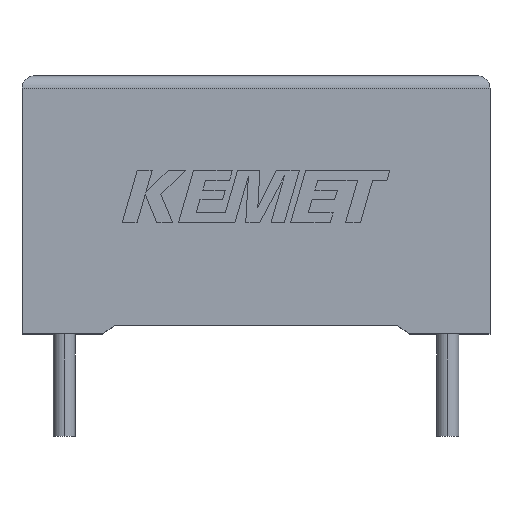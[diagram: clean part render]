
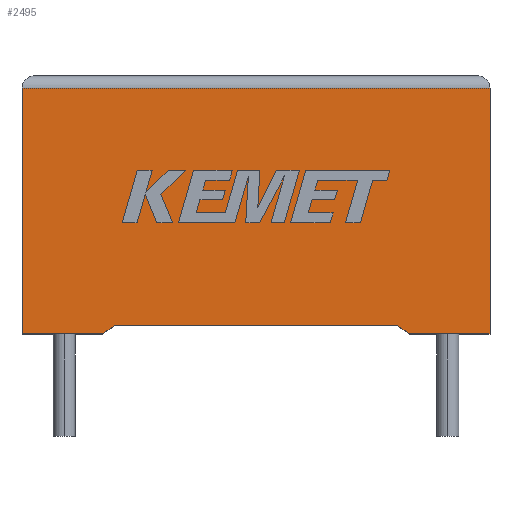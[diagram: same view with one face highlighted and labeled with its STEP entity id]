
A CAD part, top view. The second image highlights one B-rep face of the part: STEP entity #2495.
In plain terms, the highlighted planar face has unit normal (0, 0, 1).
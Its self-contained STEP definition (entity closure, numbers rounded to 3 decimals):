
#71 = DIRECTION ( 'NONE',  ( -1., 0., 0. ) ) ;
#173 = DIRECTION ( 'NONE',  ( -1., 0., 0. ) ) ;
#227 = VERTEX_POINT ( 'NONE', #315 ) ;
#235 = VERTEX_POINT ( 'NONE', #1994 ) ;
#265 = VECTOR ( 'NONE', #850, 1000. ) ;
#270 = LINE ( 'NONE', #750, #2997 ) ;
#296 = ORIENTED_EDGE ( 'NONE', *, *, #1332, .T. ) ;
#315 = CARTESIAN_POINT ( 'NONE',  ( 18.3, 9.6, 4.2 ) ) ;
#321 = VECTOR ( 'NONE', #2002, 1000. ) ;
#373 = VERTEX_POINT ( 'NONE', #2963 ) ;
#387 = VECTOR ( 'NONE', #71, 1000. ) ;
#391 = LINE ( 'NONE', #2053, #2477 ) ;
#532 = PLANE ( 'NONE',  #2280 ) ;
#656 = CARTESIAN_POINT ( 'NONE',  ( 15.15, 0., 4.2 ) ) ;
#668 = DIRECTION ( 'NONE',  ( 1., 0., 0. ) ) ;
#711 = ORIENTED_EDGE ( 'NONE', *, *, #1899, .F. ) ;
#722 = CARTESIAN_POINT ( 'NONE',  ( 15.15, 0., 4.2 ) ) ;
#749 = ORIENTED_EDGE ( 'NONE', *, *, #2277, .T. ) ;
#750 = CARTESIAN_POINT ( 'NONE',  ( 0., 9.6, 4.2 ) ) ;
#758 = CARTESIAN_POINT ( 'NONE',  ( 9.15, 0.348, 4.2 ) ) ;
#786 = FACE_OUTER_BOUND ( 'NONE', #2345, .T. ) ;
#850 = DIRECTION ( 'NONE',  ( 0., -1., 0. ) ) ;
#851 = EDGE_CURVE ( 'NONE', #227, #235, #270, .T. ) ;
#895 = CARTESIAN_POINT ( 'NONE',  ( 3.15, 0., 4.2 ) ) ;
#916 = LINE ( 'NONE', #2661, #2896 ) ;
#967 = CARTESIAN_POINT ( 'NONE',  ( 14.642, 0.348, 4.2 ) ) ;
#1003 = EDGE_CURVE ( 'NONE', #373, #2030, #916, .T. ) ;
#1144 = ORIENTED_EDGE ( 'NONE', *, *, #851, .T. ) ;
#1186 = EDGE_CURVE ( 'NONE', #1213, #1551, #1572, .T. ) ;
#1213 = VERTEX_POINT ( 'NONE', #967 ) ;
#1238 = CARTESIAN_POINT ( 'NONE',  ( 0., 0., 4.2 ) ) ;
#1332 = EDGE_CURVE ( 'NONE', #1551, #2214, #2691, .T. ) ;
#1432 = EDGE_CURVE ( 'NONE', #235, #1636, #2538, .T. ) ;
#1440 = VECTOR ( 'NONE', #3004, 1000. ) ;
#1498 = CARTESIAN_POINT ( 'NONE',  ( 0., 0., 4.2 ) ) ;
#1551 = VERTEX_POINT ( 'NONE', #722 ) ;
#1572 = LINE ( 'NONE', #656, #2017 ) ;
#1607 = ORIENTED_EDGE ( 'NONE', *, *, #1186, .T. ) ;
#1636 = VERTEX_POINT ( 'NONE', #1238 ) ;
#1744 = ORIENTED_EDGE ( 'NONE', *, *, #1432, .T. ) ;
#1868 = CARTESIAN_POINT ( 'NONE',  ( 18.3, 0., 4.2 ) ) ;
#1899 = EDGE_CURVE ( 'NONE', #1213, #373, #2197, .T. ) ;
#1994 = CARTESIAN_POINT ( 'NONE',  ( 0., 9.6, 4.2 ) ) ;
#2002 = DIRECTION ( 'NONE',  ( 1., 0., 0. ) ) ;
#2017 = VECTOR ( 'NONE', #3046, 1000. ) ;
#2030 = VERTEX_POINT ( 'NONE', #895 ) ;
#2037 = CARTESIAN_POINT ( 'NONE',  ( 0., 0., 4.2 ) ) ;
#2053 = CARTESIAN_POINT ( 'NONE',  ( 0., 0., 4.2 ) ) ;
#2197 = LINE ( 'NONE', #758, #387 ) ;
#2214 = VERTEX_POINT ( 'NONE', #1868 ) ;
#2277 = EDGE_CURVE ( 'NONE', #1636, #2030, #391, .T. ) ;
#2280 = AXIS2_PLACEMENT_3D ( 'NONE', #2439, #2921, #2653 ) ;
#2288 = CARTESIAN_POINT ( 'NONE',  ( 18.3, 0., 4.2 ) ) ;
#2309 = EDGE_CURVE ( 'NONE', #2214, #227, #2519, .T. ) ;
#2345 = EDGE_LOOP ( 'NONE', ( #2463, #1144, #1744, #749, #2810, #711, #1607, #296 ) ) ;
#2439 = CARTESIAN_POINT ( 'NONE',  ( 0., 0., 4.2 ) ) ;
#2463 = ORIENTED_EDGE ( 'NONE', *, *, #2309, .T. ) ;
#2477 = VECTOR ( 'NONE', #668, 1000. ) ;
#2495 = ADVANCED_FACE ( 'NONE', ( #786 ), #532, .F. ) ;
#2519 = LINE ( 'NONE', #2288, #1440 ) ;
#2538 = LINE ( 'NONE', #2037, #265 ) ;
#2653 = DIRECTION ( 'NONE',  ( -1., 0., 0. ) ) ;
#2661 = CARTESIAN_POINT ( 'NONE',  ( 3.15, 0., 4.2 ) ) ;
#2691 = LINE ( 'NONE', #1498, #321 ) ;
#2810 = ORIENTED_EDGE ( 'NONE', *, *, #1003, .F. ) ;
#2896 = VECTOR ( 'NONE', #3024, 1000. ) ;
#2921 = DIRECTION ( 'NONE',  ( 0., 0., -1. ) ) ;
#2963 = CARTESIAN_POINT ( 'NONE',  ( 3.658, 0.348, 4.2 ) ) ;
#2997 = VECTOR ( 'NONE', #173, 1000. ) ;
#3004 = DIRECTION ( 'NONE',  ( 0., 1., 0. ) ) ;
#3024 = DIRECTION ( 'NONE',  ( -0.825, -0.565, 0. ) ) ;
#3046 = DIRECTION ( 'NONE',  ( 0.825, -0.565, 0. ) ) ;
